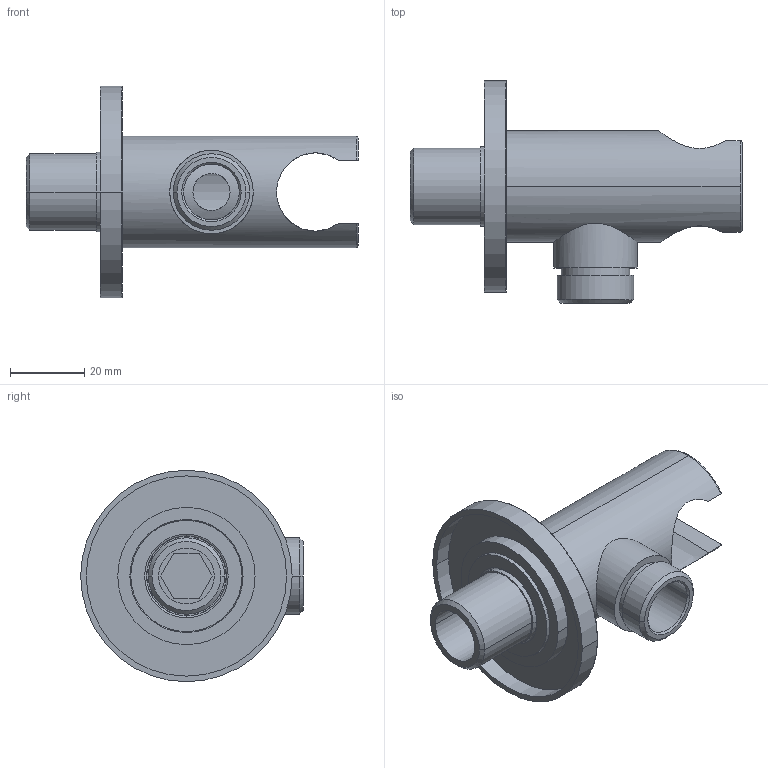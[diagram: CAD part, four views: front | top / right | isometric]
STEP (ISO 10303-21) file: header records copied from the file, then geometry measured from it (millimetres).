
FILE_DESCRIPTION((''),'2;1');
FILE_NAME('AP-RB029CP_ASM','2020-09-22T',('Administrator'),(''),'PRO/ENGINEER BY PARAMETRIC TECHNOLOGY CORPORATION, 2010280','PRO/ENGINEER BY PARAMETRIC TECHNOLOGY CORPORATION, 2010280','');
FILE_SCHEMA(('CONFIG_CONTROL_DESIGN'));
Length unit declared in the file: millimetre
Products named in the file (6): AP-RB029CP-1; PTCB0397-P1; PTRR0051-XX; PTPB0183-XX-TZ; PTRR0096-XX; AP-RB029CP_ASM
Assembly tree (5 placements, depth 2):
  AP-RB029CP_ASM
    AP-RB029CP-1
    PTCB0397-P1
    PTRR0051-XX
    PTPB0183-XX-TZ
    PTRR0096-XX
Bounding box: 89.5 x 60 x 57 mm (x, y, z)
Volume: 30437.7 mm3; surface area: 25163.5 mm2
Topology: 5 solids, 5 shells, 100 faces, 210 edges, 132 vertices
Faces by surface type: cylinder 43, plane 30, torus 16, cone 11
Entity records: 3092 total; most frequent: CARTESIAN_POINT 708, DIRECTION 534, ORIENTED_EDGE 420, AXIS2_PLACEMENT_3D 229, EDGE_CURVE 210, VERTEX_POINT 132, EDGE_LOOP 122, CIRCLE 118
